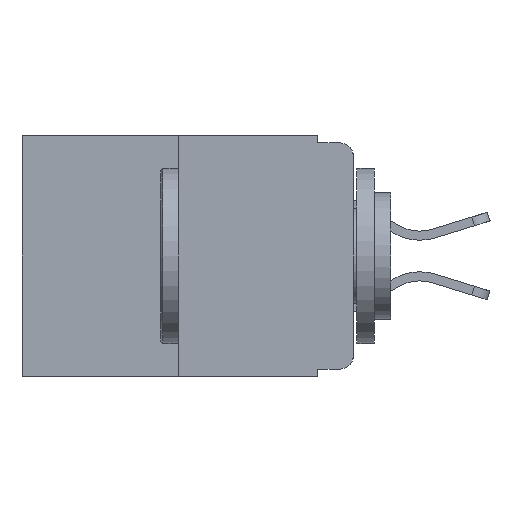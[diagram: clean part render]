
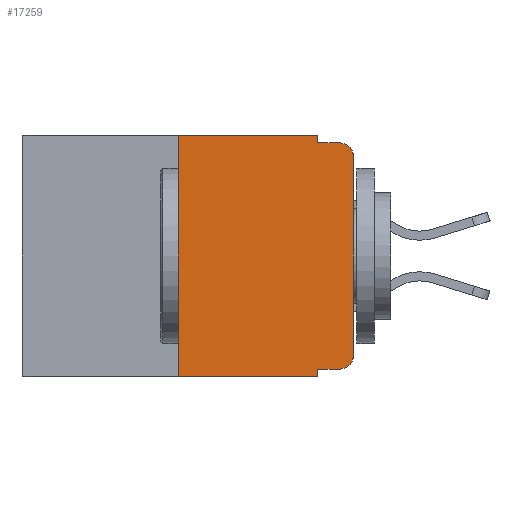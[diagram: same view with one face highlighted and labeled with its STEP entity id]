
A CAD part, left-side view. The second image highlights one B-rep face of the part: STEP entity #17259.
In plain terms, the highlighted planar face has unit normal (-1, 0, 0).
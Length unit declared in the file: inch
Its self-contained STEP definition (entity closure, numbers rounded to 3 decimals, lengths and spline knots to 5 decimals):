
#212 = CIRCLE ( 'NONE', #7914, 0.02 ) ;
#715 = AXIS2_PLACEMENT_3D ( 'NONE', #15267, #7413, #16575 ) ;
#865 = CARTESIAN_POINT ( 'NONE',  ( 0., 0., 0. ) ) ;
#1088 = LINE ( 'NONE', #13109, #14547 ) ;
#1121 = VECTOR ( 'NONE', #7733, 39.37008 ) ;
#1593 = LINE ( 'NONE', #865, #1121 ) ;
#1651 = VERTEX_POINT ( 'NONE', #6763 ) ;
#2048 = CARTESIAN_POINT ( 'NONE',  ( 0., 0.25, 0. ) ) ;
#2289 = CARTESIAN_POINT ( 'NONE',  ( 0., 0.051, -0.01 ) ) ;
#2648 = ORIENTED_EDGE ( 'NONE', *, *, #8068, .F. ) ;
#2722 = VERTEX_POINT ( 'NONE', #11070 ) ;
#2895 = ORIENTED_EDGE ( 'NONE', *, *, #7195, .F. ) ;
#3342 = CARTESIAN_POINT ( 'NONE',  ( 0., 0.02, -0.333 ) ) ;
#3537 = EDGE_CURVE ( 'NONE', #14695, #12204, #212, .T. ) ;
#3739 = DIRECTION ( 'NONE',  ( 0., 0., 1. ) ) ;
#3880 = DIRECTION ( 'NONE',  ( 0., 0., -1. ) ) ;
#4207 = CARTESIAN_POINT ( 'NONE',  ( 0., 0.473, 0. ) ) ;
#4294 = CARTESIAN_POINT ( 'NONE',  ( 0., 0.02, -0.01 ) ) ;
#4428 = EDGE_CURVE ( 'NONE', #2722, #14695, #6133, .T. ) ;
#5111 = CARTESIAN_POINT ( 'NONE',  ( 0., 0.473, -0.343 ) ) ;
#5238 = CARTESIAN_POINT ( 'NONE',  ( 0., 0.051, 0. ) ) ;
#5241 = ORIENTED_EDGE ( 'NONE', *, *, #3537, .T. ) ;
#5335 = EDGE_CURVE ( 'NONE', #2722, #13619, #16211, .T. ) ;
#5433 = CARTESIAN_POINT ( 'NONE',  ( 0., 0.473, 0. ) ) ;
#5991 = DIRECTION ( 'NONE',  ( -1., 0., 0. ) ) ;
#6133 = LINE ( 'NONE', #11878, #12804 ) ;
#6158 = EDGE_CURVE ( 'NONE', #15383, #12860, #13573, .T. ) ;
#6170 = LINE ( 'NONE', #2289, #16273 ) ;
#6259 = DIRECTION ( 'NONE',  ( 0., 0., -1. ) ) ;
#6263 = EDGE_CURVE ( 'NONE', #13531, #15383, #1088, .T. ) ;
#6763 = CARTESIAN_POINT ( 'NONE',  ( 0., 0., -0.03 ) ) ;
#6852 = DIRECTION ( 'NONE',  ( 0., 0., -1. ) ) ;
#7195 = EDGE_CURVE ( 'NONE', #12860, #16594, #15660, .T. ) ;
#7413 = DIRECTION ( 'NONE',  ( -1., 0., 0. ) ) ;
#7620 = CARTESIAN_POINT ( 'NONE',  ( 0., 0.051, 0. ) ) ;
#7733 = DIRECTION ( 'NONE',  ( 0., 0., 1. ) ) ;
#7773 = ORIENTED_EDGE ( 'NONE', *, *, #9855, .T. ) ;
#7914 = AXIS2_PLACEMENT_3D ( 'NONE', #13948, #5991, #15215 ) ;
#8001 = ORIENTED_EDGE ( 'NONE', *, *, #5335, .F. ) ;
#8067 = VECTOR ( 'NONE', #13182, 39.37008 ) ;
#8068 = EDGE_CURVE ( 'NONE', #16594, #13510, #6170, .T. ) ;
#8401 = CARTESIAN_POINT ( 'NONE',  ( 0., 0.051, 0. ) ) ;
#8977 = EDGE_CURVE ( 'NONE', #1651, #13510, #11166, .T. ) ;
#9078 = DIRECTION ( 'NONE',  ( 0., -1., 0. ) ) ;
#9734 = CARTESIAN_POINT ( 'NONE',  ( 0., 0.25, -0.343 ) ) ;
#9855 = EDGE_CURVE ( 'NONE', #12204, #1651, #1593, .T. ) ;
#10269 = CARTESIAN_POINT ( 'NONE',  ( 0., 0.051, -0.01 ) ) ;
#10927 = DIRECTION ( 'NONE',  ( 0., -1., 0. ) ) ;
#11070 = CARTESIAN_POINT ( 'NONE',  ( 0., 0.051, -0.333 ) ) ;
#11166 = CIRCLE ( 'NONE', #715, 0.02 ) ;
#11317 = EDGE_CURVE ( 'NONE', #13531, #13619, #15052, .T. ) ;
#11334 = ORIENTED_EDGE ( 'NONE', *, *, #6263, .F. ) ;
#11878 = CARTESIAN_POINT ( 'NONE',  ( 0., 0.051, -0.333 ) ) ;
#11928 = DIRECTION ( 'NONE',  ( 0., -1., 0. ) ) ;
#11961 = ORIENTED_EDGE ( 'NONE', *, *, #4428, .T. ) ;
#12204 = VERTEX_POINT ( 'NONE', #13800 ) ;
#12237 = VECTOR ( 'NONE', #6259, 39.37008 ) ;
#12772 = VECTOR ( 'NONE', #3880, 39.37008 ) ;
#12804 = VECTOR ( 'NONE', #11928, 39.37008 ) ;
#12860 = VERTEX_POINT ( 'NONE', #8401 ) ;
#13109 = CARTESIAN_POINT ( 'NONE',  ( 0., 0.25, 0. ) ) ;
#13157 = VECTOR ( 'NONE', #10927, 39.37008 ) ;
#13182 = DIRECTION ( 'NONE',  ( 0., -1., 0. ) ) ;
#13393 = ORIENTED_EDGE ( 'NONE', *, *, #11317, .T. ) ;
#13510 = VERTEX_POINT ( 'NONE', #4294 ) ;
#13531 = VERTEX_POINT ( 'NONE', #9734 ) ;
#13573 = LINE ( 'NONE', #4207, #13157 ) ;
#13619 = VERTEX_POINT ( 'NONE', #15090 ) ;
#13772 = FACE_OUTER_BOUND ( 'NONE', #16868, .T. ) ;
#13800 = CARTESIAN_POINT ( 'NONE',  ( 0., 0., -0.313 ) ) ;
#13948 = CARTESIAN_POINT ( 'NONE',  ( 0., 0.02, -0.313 ) ) ;
#13980 = ORIENTED_EDGE ( 'NONE', *, *, #6158, .F. ) ;
#14247 = AXIS2_PLACEMENT_3D ( 'NONE', #5433, #14719, #6852 ) ;
#14547 = VECTOR ( 'NONE', #3739, 39.37008 ) ;
#14655 = PLANE ( 'NONE',  #14247 ) ;
#14695 = VERTEX_POINT ( 'NONE', #3342 ) ;
#14719 = DIRECTION ( 'NONE',  ( 1., 0., 0. ) ) ;
#15052 = LINE ( 'NONE', #5111, #8067 ) ;
#15090 = CARTESIAN_POINT ( 'NONE',  ( 0., 0.051, -0.343 ) ) ;
#15215 = DIRECTION ( 'NONE',  ( 0., 0., -1. ) ) ;
#15267 = CARTESIAN_POINT ( 'NONE',  ( 0., 0.02, -0.03 ) ) ;
#15383 = VERTEX_POINT ( 'NONE', #2048 ) ;
#15567 = ORIENTED_EDGE ( 'NONE', *, *, #8977, .T. ) ;
#15660 = LINE ( 'NONE', #7620, #12237 ) ;
#16211 = LINE ( 'NONE', #5238, #12772 ) ;
#16273 = VECTOR ( 'NONE', #9078, 39.37008 ) ;
#16575 = DIRECTION ( 'NONE',  ( 0., 0., -1. ) ) ;
#16594 = VERTEX_POINT ( 'NONE', #10269 ) ;
#16868 = EDGE_LOOP ( 'NONE', ( #7773, #15567, #2648, #2895, #13980, #11334, #13393, #8001, #11961, #5241 ) ) ;
#17259 = ADVANCED_FACE ( 'NONE', ( #13772 ), #14655, .F. ) ;
